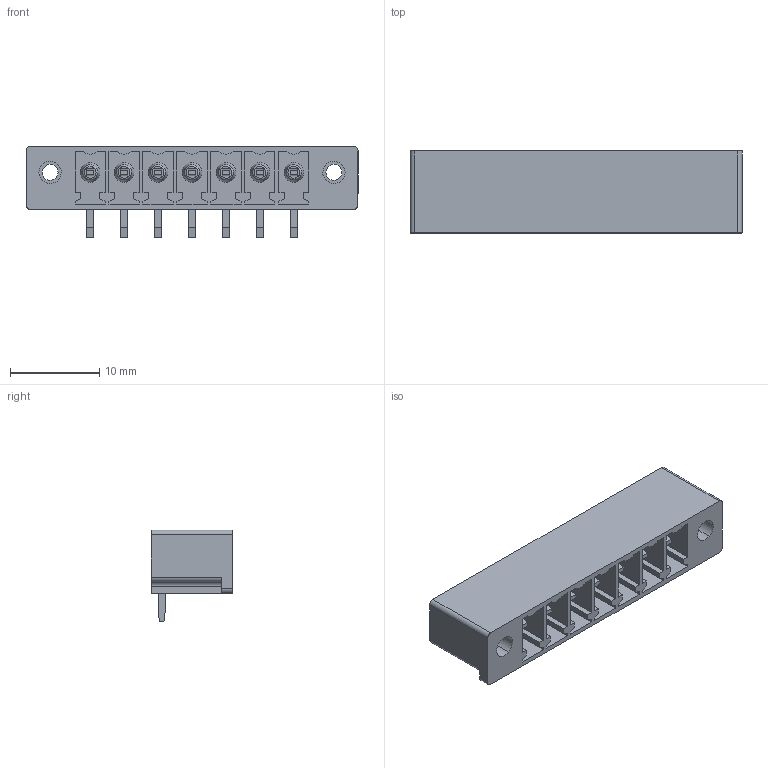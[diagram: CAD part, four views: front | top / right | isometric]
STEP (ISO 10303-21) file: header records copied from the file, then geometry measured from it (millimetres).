
FILE_DESCRIPTION(('CATIA V5 STEP Exchange','CAx-IF Rec.Pracs.--- Model Styling and Organization---1.2---2011-12-15'),'2;1');
FILE_NAME ('D1447439_0', '2018-10-12T04:45:44+00:00', ('none'), ('Weidmueller'), 'CATIA Version 5-6 Release 2014', 'CATIA V5 STEP AP214', 'none');
FILE_SCHEMA(('AUTOMOTIVE_DESIGN { 1 0 10303 214 1 1 1 1 }'));
Length unit declared in the file: millimetre
Products named in the file (1): 1038090000
Bounding box: 37.26 x 9.2 x 10.3 mm (x, y, z)
Volume: 1241.5 mm3; surface area: 3072.3 mm2
Topology: 8 solids, 8 shells, 479 faces, 1323 edges, 876 vertices
Faces by surface type: plane 410, cylinder 37, cone 18, torus 14
Entity records: 14001 total; most frequent: ORIENTED_EDGE 2646, CARTESIAN_POINT 2485, DIRECTION 1893, EDGE_CURVE 1323, VECTOR 1189, LINE 1189, VERTEX_POINT 876, EDGE_LOOP 513
